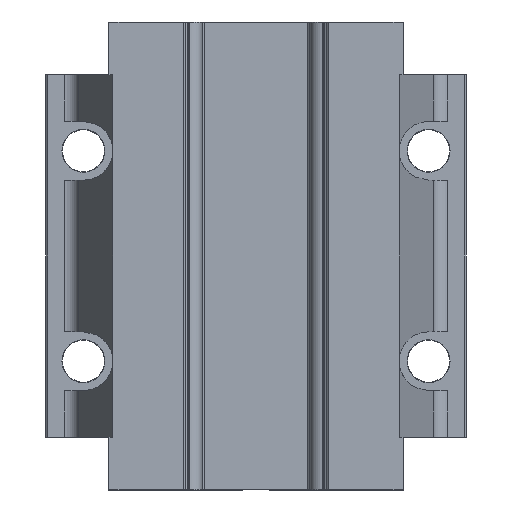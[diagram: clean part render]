
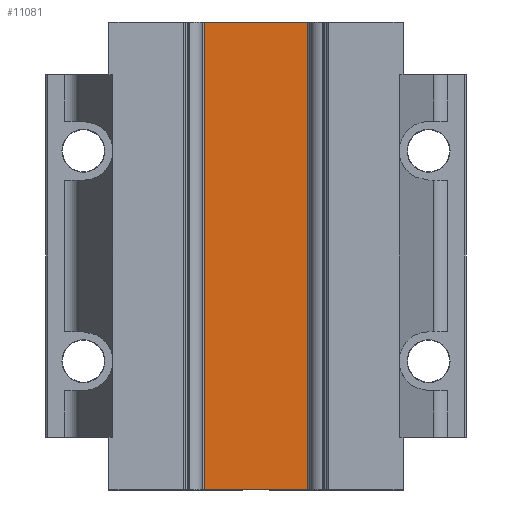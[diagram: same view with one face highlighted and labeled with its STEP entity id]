
A CAD part, front view. The second image highlights one B-rep face of the part: STEP entity #11081.
In plain terms, the highlighted planar face has unit normal (0, -1, 0).
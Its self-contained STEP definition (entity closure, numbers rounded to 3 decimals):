
#1211 = PLANE ( 'NONE',  #18580 ) ;
#1371 = CARTESIAN_POINT ( 'NONE',  ( 15.6, 18.7, -55.6 ) ) ;
#1409 = DIRECTION ( 'NONE',  ( 0., 1., 0. ) ) ;
#1411 = DIRECTION ( 'NONE',  ( 0., 0., 1. ) ) ;
#4371 = DIRECTION ( 'NONE',  ( 1., 0., 0. ) ) ;
#4848 = CARTESIAN_POINT ( 'NONE',  ( 35., 18.7, 55.55 ) ) ;
#5287 = EDGE_LOOP ( 'NONE', ( #11331, #11394, #11300, #11352 ) ) ;
#5361 = LINE ( 'NONE', #4848, #5395 ) ;
#5395 = VECTOR ( 'NONE', #4371, 1000. ) ;
#5400 = FACE_OUTER_BOUND ( 'NONE', #5287, .T. ) ;
#6125 = VECTOR ( 'NONE', #9088, 1000. ) ;
#6127 = LINE ( 'NONE', #9087, #6125 ) ;
#6371 = LINE ( 'NONE', #8586, #6376 ) ;
#6376 = VECTOR ( 'NONE', #8587, 1000. ) ;
#6707 = LINE ( 'NONE', #14766, #6708 ) ;
#6708 = VECTOR ( 'NONE', #14768, 1000. ) ;
#8586 = CARTESIAN_POINT ( 'NONE',  ( -15.6, 18.7, -55.6 ) ) ;
#8587 = DIRECTION ( 'NONE',  ( 0., 0., 1. ) ) ;
#9087 = CARTESIAN_POINT ( 'NONE',  ( 15.6, 18.7, -55.6 ) ) ;
#9088 = DIRECTION ( 'NONE',  ( 0., 0., 1. ) ) ;
#9574 = EDGE_CURVE ( 'NONE', #19290, #19638, #5361, .T. ) ;
#11081 = ADVANCED_FACE ( 'NONE', ( #5400 ), #1211, .F. ) ;
#11300 = ORIENTED_EDGE ( 'NONE', *, *, #13932, .F. ) ;
#11331 = ORIENTED_EDGE ( 'NONE', *, *, #13798, .T. ) ;
#11352 = ORIENTED_EDGE ( 'NONE', *, *, #18496, .F. ) ;
#11394 = ORIENTED_EDGE ( 'NONE', *, *, #9574, .F. ) ;
#13798 = EDGE_CURVE ( 'NONE', #19347, #19638, #6127, .T. ) ;
#13932 = EDGE_CURVE ( 'NONE', #19735, #19290, #6371, .T. ) ;
#14766 = CARTESIAN_POINT ( 'NONE',  ( 35., 18.7, -55.55 ) ) ;
#14768 = DIRECTION ( 'NONE',  ( -1., 0., 0. ) ) ;
#15326 = CARTESIAN_POINT ( 'NONE',  ( -15.6, 18.7, 55.55 ) ) ;
#15386 = CARTESIAN_POINT ( 'NONE',  ( 15.6, 18.7, -55.55 ) ) ;
#15673 = CARTESIAN_POINT ( 'NONE',  ( 15.6, 18.7, 55.55 ) ) ;
#15770 = CARTESIAN_POINT ( 'NONE',  ( -15.6, 18.7, -55.55 ) ) ;
#18496 = EDGE_CURVE ( 'NONE', #19347, #19735, #6707, .T. ) ;
#18580 = AXIS2_PLACEMENT_3D ( 'NONE', #1371, #1409, #1411 ) ;
#19290 = VERTEX_POINT ( 'NONE', #15326 ) ;
#19347 = VERTEX_POINT ( 'NONE', #15386 ) ;
#19638 = VERTEX_POINT ( 'NONE', #15673 ) ;
#19735 = VERTEX_POINT ( 'NONE', #15770 ) ;
